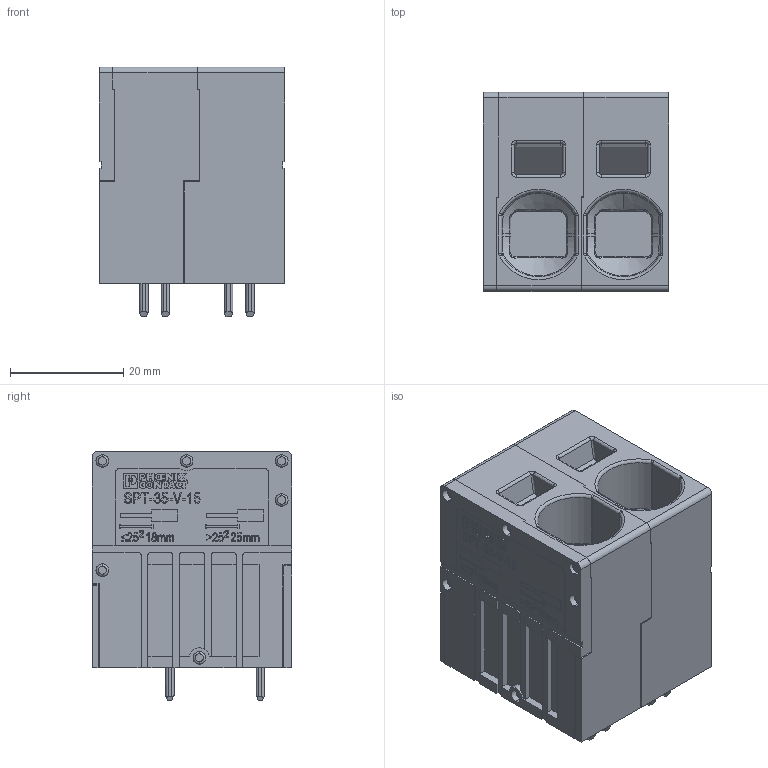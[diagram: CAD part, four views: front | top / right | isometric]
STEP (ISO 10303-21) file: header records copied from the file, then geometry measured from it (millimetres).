
FILE_DESCRIPTION(('Creo Elements/Direct Modeling STEP Export'),'2;1');
FILE_NAME('model.stp','2019-04-17T14:33:41',(''),(''),'Creo Elements/Direct Modeling STEP processor for AP214 (Solid Model)','Creo Elements/Direct Modeling 20.1A 29-Sep-2018 (C) Parametric Technology GmbH','');
FILE_SCHEMA(('AUTOMOTIVE_DESIGN { 1 0 10303 214 1 1 1 1 }'));
Length unit declared in the file: millimetre
Products named in the file (6): SPT_35_..-V-D-STROMB.3; SPT_35_..-V-D-STROMB.2; SPT35-V-GEH-2-15; SPT35-V-GEH-1-15; SPT35-V-DKL; SPT_35_2_15_V
Assembly tree (7 placements, depth 2):
  SPT_35_2_15_V
    SPT35-V-DKL
    SPT35-V-GEH-1-15
    SPT35-V-GEH-2-15
    SPT_35_..-V-D-STROMB.2  x2
    SPT_35_..-V-D-STROMB.3  x2
Bounding box: 32.75 x 35.2 x 44.16 mm (x, y, z)
Volume: 34753.3 mm3; surface area: 17757.4 mm2
Topology: 7 solids, 7 shells, 1757 faces, 4837 edges, 3179 vertices
Faces by surface type: plane 1418, cylinder 159, bspline 78, torus 56, extrusion 39, cone 7
Entity records: 77457 total; most frequent: CARTESIAN_POINT 21752, ORIENTED_EDGE 9338, DIRECTION 7680, EDGE_CURVE 4669, VECTOR 3980, LINE 3941, VERTEX_POINT 3067, AXIS2_PLACEMENT_3D 1850
